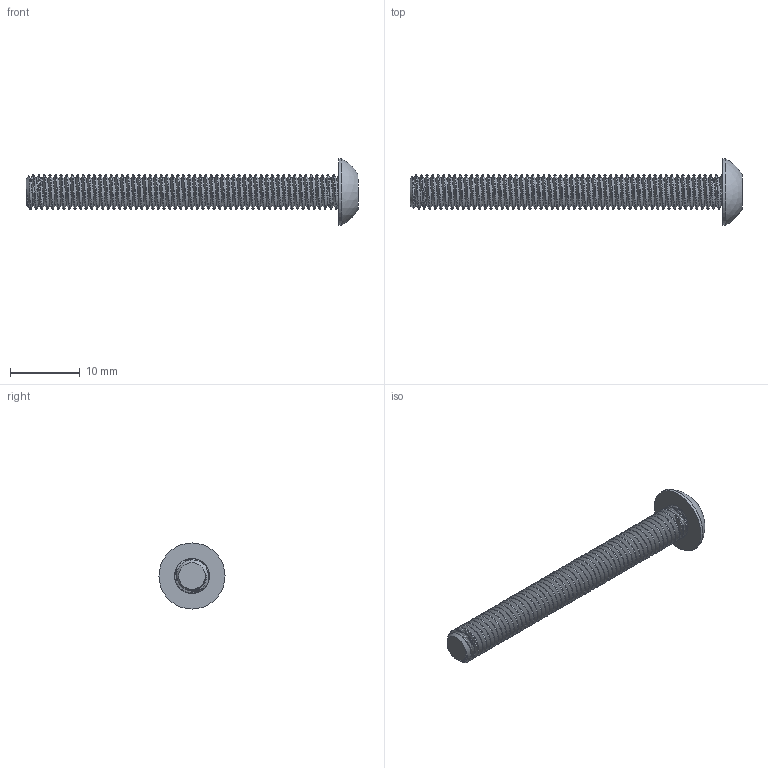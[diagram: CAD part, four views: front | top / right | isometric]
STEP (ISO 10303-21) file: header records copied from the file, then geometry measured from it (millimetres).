
FILE_DESCRIPTION(/* description */ (''),/* implementation_level */ '2;1');
FILE_NAME(/* name */ 'M5x45BHCS-0 v1.step',/* time_stamp */ '2020-09-14T13:54:23-04:00',/* author */ (''),/* organization */ (''),/* preprocessor_version */ 'ST-DEVELOPER v18.1',/* originating_system */ 'Autodesk Translation Framework v9.3.0.1241',/* authorisation */ '');
FILE_SCHEMA (('AUTOMOTIVE_DESIGN { 1 0 10303 214 3 1 1 }'));
Length unit declared in the file: millimetre
Products named in the file (2): M5x45BHCS-0; 92095A223
Assembly tree (1 placements, depth 2):
  M5x45BHCS-0
    92095A223
Bounding box: 47.75 x 9.5 x 9.5 mm (x, y, z)
Volume: 839.7 mm3; surface area: 1302.2 mm2
Topology: 1 solids, 1 shells, 134 faces, 377 edges, 248 vertices
Faces by surface type: cylinder 114, plane 10, cone 7, bspline 2, sphere 1
Full cylindrical faces by diameter (mm): 3.961 x55, 5 x54, 9.5 x1
Entity records: 14575 total; most frequent: CARTESIAN_POINT 11532, ORIENTED_EDGE 754, DIRECTION 423, EDGE_CURVE 377, VERTEX_POINT 248, B_SPLINE_CURVE_WITH_KNOTS 232, AXIS2_PLACEMENT_3D 149, EDGE_LOOP 137
